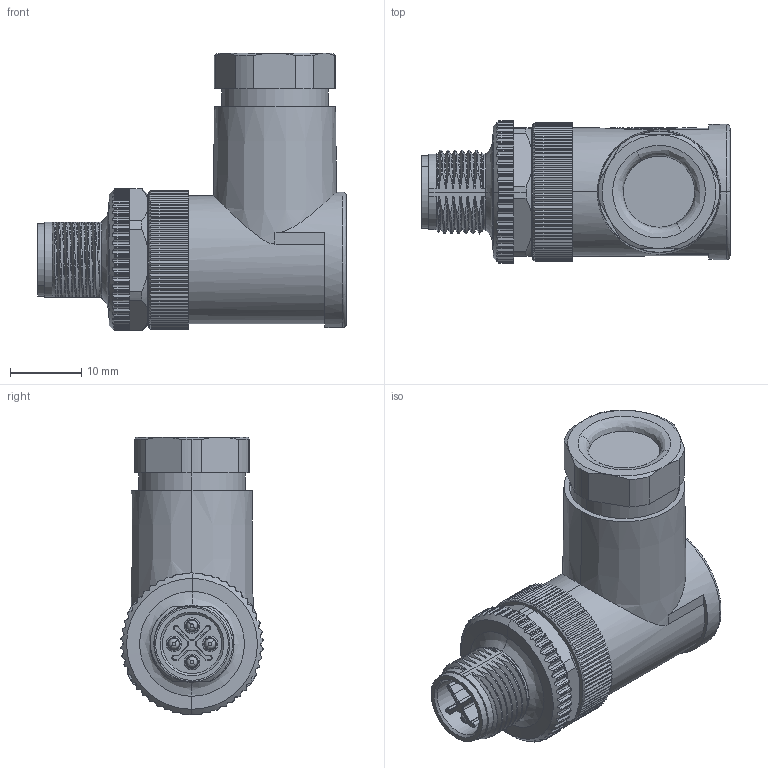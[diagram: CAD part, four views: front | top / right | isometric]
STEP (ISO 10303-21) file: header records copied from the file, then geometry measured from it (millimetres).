
FILE_DESCRIPTION (( 'STEP AP203' ), '1' );
FILE_NAME ('P172.STEP', '2020-05-12T08:24:19', ( 'edpusr' ), ( 'Microsoft' ), 'SwSTEP 2.0', 'SolidWorks 2015', '' );
FILE_SCHEMA (( 'CONFIG_CONTROL_DESIGN' ));
Length unit declared in the file: millimetre
Products named in the file (1): P172
Bounding box: 43.3 x 19.97 x 38.95 mm (x, y, z)
Volume: 13871 mm3; surface area: 7685 mm2
Topology: 1 solids, 9 shells, 1221 faces, 3389 edges, 2224 vertices
Faces by surface type: plane 467, cylinder 465, bspline 205, cone 48, torus 34, sphere 2
Entity records: 49871 total; most frequent: CARTESIAN_POINT 20976, ORIENTED_EDGE 6776, DIRECTION 4848, EDGE_CURVE 3388, VERTEX_POINT 2224, AXIS2_PLACEMENT_3D 1633, LINE 1582, VECTOR 1582
